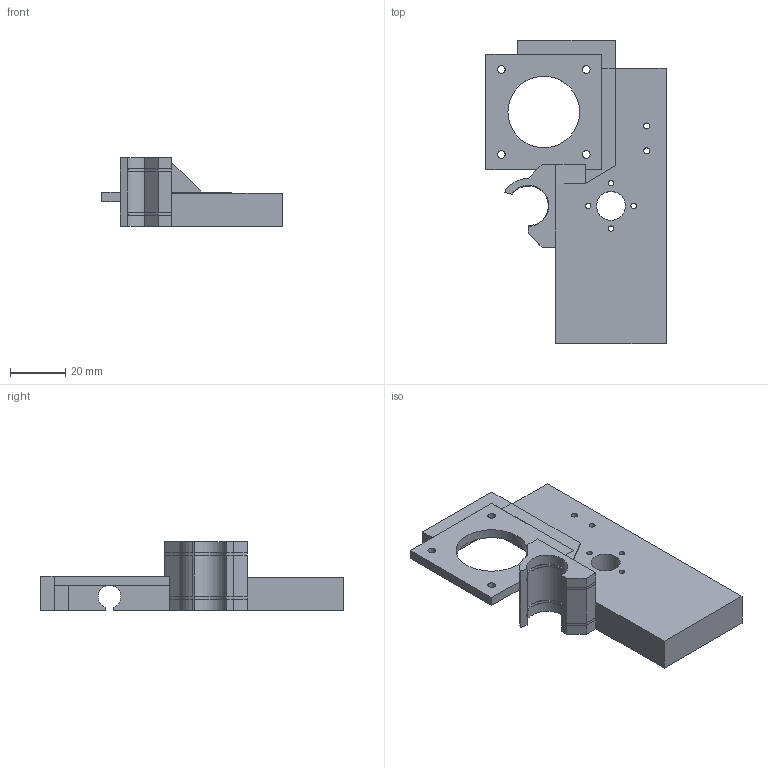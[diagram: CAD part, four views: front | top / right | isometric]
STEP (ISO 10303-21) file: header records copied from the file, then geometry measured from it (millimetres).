
FILE_DESCRIPTION(('FreeCAD Model'),'2;1');
FILE_NAME('X-Axis_RShoulder.step', '2017-04-02T18:53:14',('Author'),(''), 'Open CASCADE STEP processor 6.8','FreeCAD','Unknown');
FILE_SCHEMA(('AUTOMOTIVE_DESIGN_CC2 { 1 2 10303 214 -1 1 5 4 }'));
Length unit declared in the file: millimetre
Products named in the file (6): ASSEMBLY; Cut; Pad026; Pad022; Pocket003; Pad018
Assembly tree (5 placements, depth 2):
  ASSEMBLY
    Cut
    Pad026
    Pad022
    Pocket003
    Pad018
Bounding box: 65.4 x 110.1 x 25 mm (x, y, z)
Volume: 49088.6 mm3; surface area: 19898.4 mm2
Topology: 5 solids, 5 shells, 108 faces, 259 edges, 161 vertices
Faces by surface type: plane 86, cylinder 22
Full cylindrical faces by diameter (mm): 2 x4, 2.2 x2, 2.8 x4, 10.5 x1, 26 x1
Entity records: 6663 total; most frequent: CARTESIAN_POINT 1230, DIRECTION 991, LINE 659, VECTOR 659, ORIENTED_EDGE 518, PCURVE 518, DEFINITIONAL_REPRESENTATION 518, EDGE_CURVE 259
